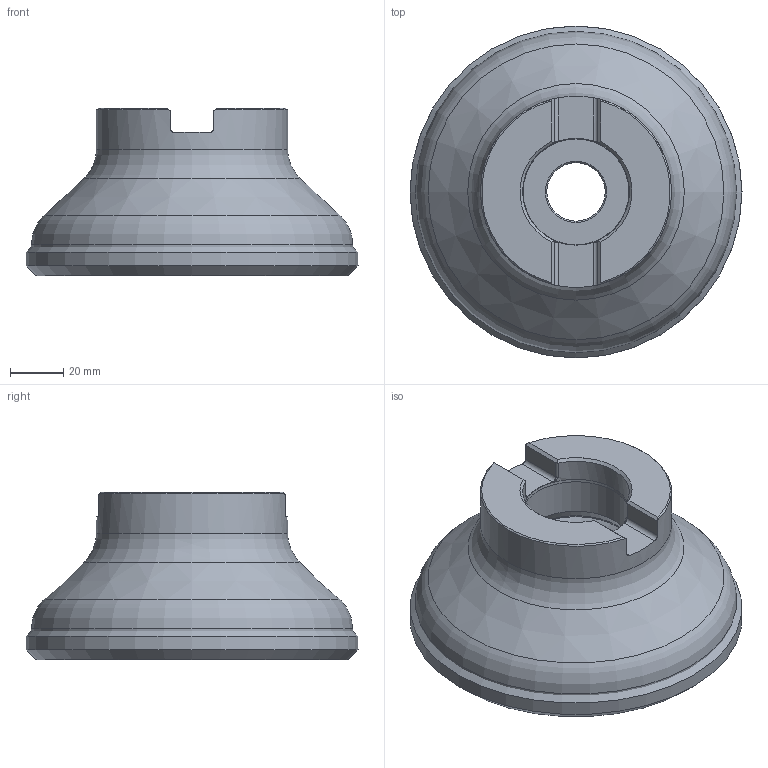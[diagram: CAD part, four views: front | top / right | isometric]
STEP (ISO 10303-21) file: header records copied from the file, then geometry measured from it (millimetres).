
FILE_DESCRIPTION(/* description */ (''),/* implementation_level */ '2;1');
FILE_NAME(/* name */ '125A08R_S45OD05_C_115008965ndi000_00_SIM.stp',/* time_stamp */ '2019-12-19T10:21:04+01:00',/* author */ (''),/* organization */ (''),/* preprocessor_version */ 'ST-DEVELOPER v16.7',/* originating_system */ 'SIEMENS PLM Software NX 12.0',/* authorisation */ '');
FILE_SCHEMA (('AUTOMOTIVE_DESIGN { 1 0 10303 214 3 1 1 1 }'));
Length unit declared in the file: millimetre
Products named in the file (1): wq7020448C39qzb5
Bounding box: 124.96 x 124.96 x 62.96 mm (x, y, z)
Volume: 376415.3 mm3; surface area: 57476.2 mm2
Topology: 2 solids, 2 shells, 63 faces, 154 edges, 95 vertices
Faces by surface type: cylinder 16, plane 16, cone 12, torus 12, revolution 7
Full cylindrical faces by diameter (mm): 22 x1, 40.008 x1, 40.2 x1, 56.1 x1, 72 x1, 120.91 x1
Entity records: 1863 total; most frequent: CARTESIAN_POINT 492, DIRECTION 281, ORIENTED_EDGE 236, AXIS2_PLACEMENT_3D 123, EDGE_CURVE 118, EDGE_LOOP 96, VERTEX_POINT 88, FACE_BOUND 66
